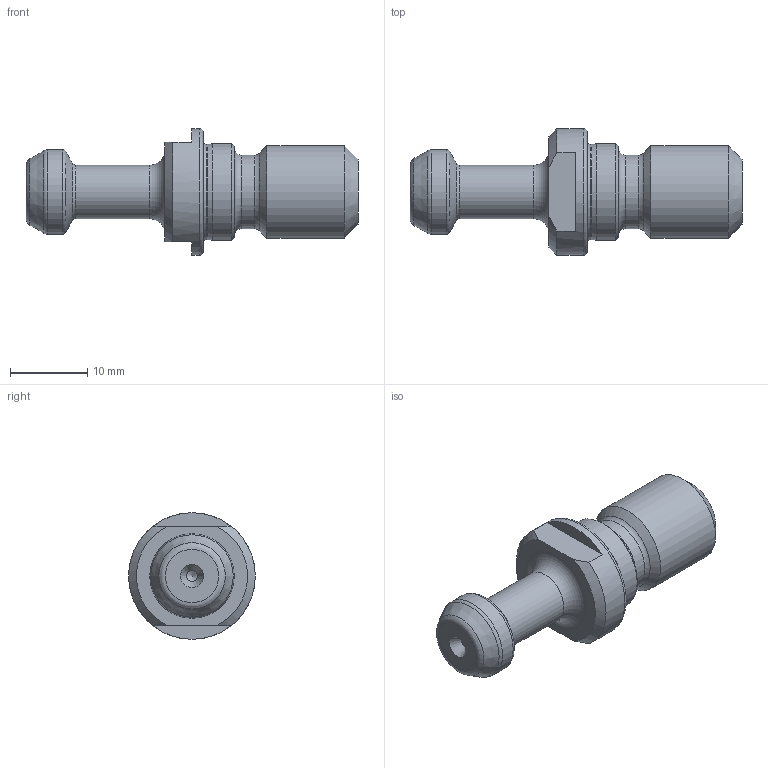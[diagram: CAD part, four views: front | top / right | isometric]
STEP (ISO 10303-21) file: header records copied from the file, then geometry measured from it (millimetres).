
FILE_DESCRIPTION(/* description */ (''),/* implementation_level */ '2;1');
FILE_NAME(/* name */ 'HPS-017.stp',/* time_stamp */ '2020-10-16T11:31:26-05:00',/* author */ ('ldfli'),/* organization */ (''),/* preprocessor_version */ 'ST-DEVELOPER v18.1',/* originating_system */ 'Autodesk Inventor LT',/* authorisation */ '');
FILE_SCHEMA (('AUTOMOTIVE_DESIGN { 1 0 10303 214 3 1 1 }'));
Length unit declared in the file: millimetre
Products named in the file (1): HPS-017
Bounding box: 43 x 16.4 x 16.4 mm (x, y, z)
Volume: 3986.5 mm3; surface area: 1878.9 mm2
Topology: 1 solids, 1 shells, 41 faces, 129 edges, 94 vertices
Faces by surface type: cone 13, plane 10, cylinder 9, torus 9
Full cylindrical faces by diameter (mm): 1.302 x1, 1.402 x1, 6.95 x1, 9.5 x1, 10.95 x1, 12 x1, 12.3 x1, 12.5 x1, 16.4 x1
Entity records: 1557 total; most frequent: DIRECTION 302, CARTESIAN_POINT 271, ORIENTED_EDGE 254, AXIS2_PLACEMENT_3D 137, EDGE_CURVE 127, CIRCLE 95, VERTEX_POINT 94, EDGE_LOOP 47
